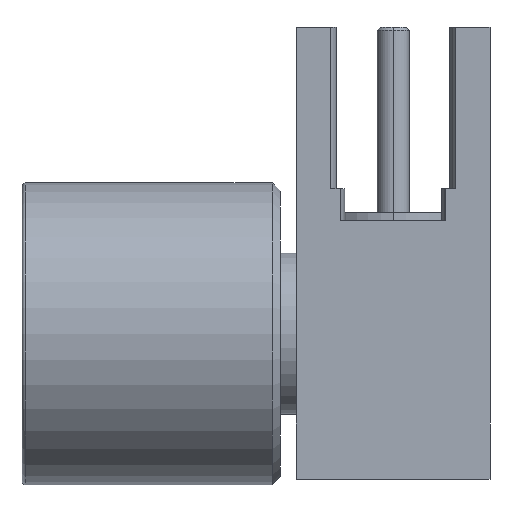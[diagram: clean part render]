
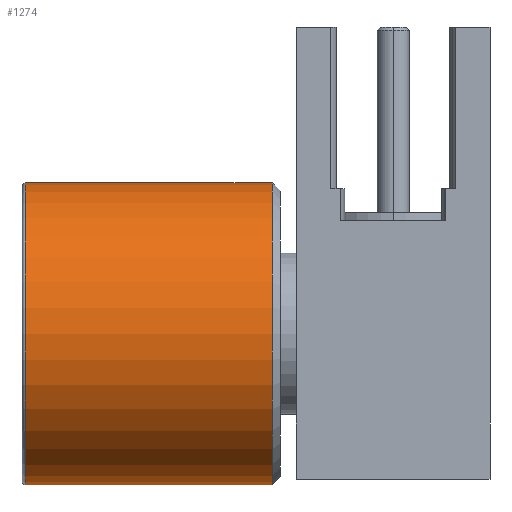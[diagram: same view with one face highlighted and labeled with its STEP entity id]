
A CAD part, left-side view. The second image highlights one B-rep face of the part: STEP entity #1274.
In plain terms, the highlighted cylindrical face has radius 2.375 mm (diameter 4.75 mm), a partial arc.
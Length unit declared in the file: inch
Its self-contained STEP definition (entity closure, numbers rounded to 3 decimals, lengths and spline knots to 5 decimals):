
#30 = CARTESIAN_POINT ( 'NONE',  ( 0., -0.13, 0. ) ) ;
#200 = CYLINDRICAL_SURFACE ( 'NONE', #533, 0.0935 ) ;
#293 = CARTESIAN_POINT ( 'NONE',  ( 0., -0.002, 0. ) ) ;
#302 = CARTESIAN_POINT ( 'NONE',  ( 0., -0.13, 0.0935 ) ) ;
#349 = CIRCLE ( 'NONE', #1836, 0.0935 ) ;
#395 = CARTESIAN_POINT ( 'NONE',  ( 0., -0.155, -0.0935 ) ) ;
#444 = ORIENTED_EDGE ( 'NONE', *, *, #452, .T. ) ;
#452 = EDGE_CURVE ( 'NONE', #951, #738, #349, .T. ) ;
#533 = AXIS2_PLACEMENT_3D ( 'NONE', #30, #1692, #1109 ) ;
#621 = DIRECTION ( 'NONE',  ( 0., 0., 1. ) ) ;
#644 = CARTESIAN_POINT ( 'NONE',  ( 0., -0.002, 0.0935 ) ) ;
#699 = CARTESIAN_POINT ( 'NONE',  ( 0., -0.155, 0. ) ) ;
#722 = LINE ( 'NONE', #302, #1859 ) ;
#738 = VERTEX_POINT ( 'NONE', #771 ) ;
#758 = CARTESIAN_POINT ( 'NONE',  ( 0., -0.13, -0.0935 ) ) ;
#771 = CARTESIAN_POINT ( 'NONE',  ( 0., -0.155, 0.0935 ) ) ;
#917 = FACE_OUTER_BOUND ( 'NONE', #1745, .T. ) ;
#951 = VERTEX_POINT ( 'NONE', #395 ) ;
#1023 = ORIENTED_EDGE ( 'NONE', *, *, #1832, .T. ) ;
#1109 = DIRECTION ( 'NONE',  ( 0., 0., 1. ) ) ;
#1124 = CIRCLE ( 'NONE', #1930, 0.0935 ) ;
#1178 = EDGE_CURVE ( 'NONE', #1798, #1669, #1124, .T. ) ;
#1211 = DIRECTION ( 'NONE',  ( 0., 1., 0. ) ) ;
#1274 = ADVANCED_FACE ( 'NONE', ( #917 ), #200, .T. ) ;
#1457 = LINE ( 'NONE', #758, #1802 ) ;
#1482 = DIRECTION ( 'NONE',  ( 0., 1., 0. ) ) ;
#1509 = DIRECTION ( 'NONE',  ( 0., -1., 0. ) ) ;
#1669 = VERTEX_POINT ( 'NONE', #1799 ) ;
#1692 = DIRECTION ( 'NONE',  ( 0., 1., 0. ) ) ;
#1707 = EDGE_CURVE ( 'NONE', #951, #1669, #1457, .T. ) ;
#1733 = ORIENTED_EDGE ( 'NONE', *, *, #1178, .T. ) ;
#1741 = DIRECTION ( 'NONE',  ( 0., 1., 0. ) ) ;
#1745 = EDGE_LOOP ( 'NONE', ( #1848, #444, #1023, #1733 ) ) ;
#1798 = VERTEX_POINT ( 'NONE', #644 ) ;
#1799 = CARTESIAN_POINT ( 'NONE',  ( 0., -0.002, -0.0935 ) ) ;
#1802 = VECTOR ( 'NONE', #1482, 39.37008 ) ;
#1832 = EDGE_CURVE ( 'NONE', #738, #1798, #722, .T. ) ;
#1836 = AXIS2_PLACEMENT_3D ( 'NONE', #699, #1741, #1883 ) ;
#1848 = ORIENTED_EDGE ( 'NONE', *, *, #1707, .F. ) ;
#1859 = VECTOR ( 'NONE', #1211, 39.37008 ) ;
#1883 = DIRECTION ( 'NONE',  ( 0., 0., 1. ) ) ;
#1930 = AXIS2_PLACEMENT_3D ( 'NONE', #293, #1509, #621 ) ;
